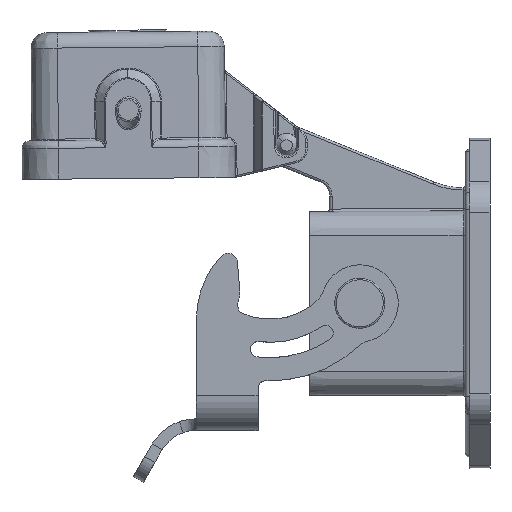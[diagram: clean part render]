
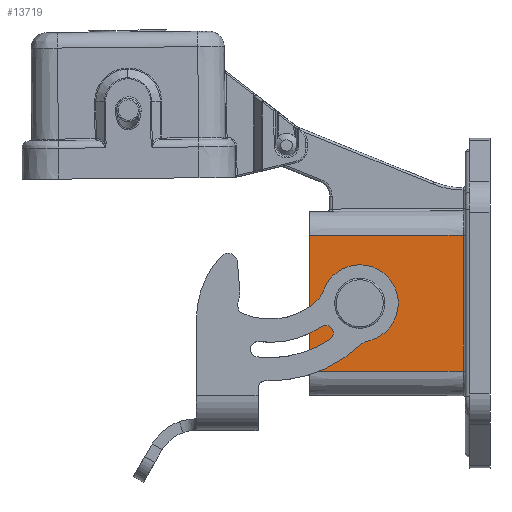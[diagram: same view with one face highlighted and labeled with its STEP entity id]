
A CAD part, left-side view. The second image highlights one B-rep face of the part: STEP entity #13719.
In plain terms, the highlighted planar face has unit normal (-1, 0.004, 0).
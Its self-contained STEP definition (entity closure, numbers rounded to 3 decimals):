
#359 = DIRECTION ( 'NONE',  ( 0.003, 1., 0. ) ) ;
#695 = LINE ( 'NONE', #1169, #1158 ) ;
#912 = CARTESIAN_POINT ( 'NONE',  ( -11.948, 14.761, -2.154 ) ) ;
#979 = CARTESIAN_POINT ( 'NONE',  ( -11.992, 2.299, -8.8 ) ) ;
#984 = CARTESIAN_POINT ( 'NONE',  ( -11.923, 22.2, -8.8 ) ) ;
#1085 = CARTESIAN_POINT ( 'NONE',  ( -11.992, 2.299, 8.8 ) ) ;
#1158 = VECTOR ( 'NONE', #359, 1000. ) ;
#1169 = CARTESIAN_POINT ( 'NONE',  ( -12., 0., 8.8 ) ) ;
#1191 = LINE ( 'NONE', #1210, #1230 ) ;
#1192 = FACE_OUTER_BOUND ( 'NONE', #13711, .T. ) ;
#1193 = CARTESIAN_POINT ( 'NONE',  ( -12., 0., 0. ) ) ;
#1195 = FACE_BOUND ( 'NONE', #4637, .T. ) ;
#1201 = PLANE ( 'NONE',  #1208 ) ;
#1204 = DIRECTION ( 'NONE',  ( 0., 0., 1. ) ) ;
#1205 = VECTOR ( 'NONE', #1204, 1000. ) ;
#1206 = CARTESIAN_POINT ( 'NONE',  ( -11.992, 2.299, 8.8 ) ) ;
#1207 = LINE ( 'NONE', #1206, #1205 ) ;
#1208 = AXIS2_PLACEMENT_3D ( 'NONE', #1193, #1232, #1231 ) ;
#1210 = CARTESIAN_POINT ( 'NONE',  ( -12., 0., -8.8 ) ) ;
#1229 = DIRECTION ( 'NONE',  ( -0.003, -1., 0. ) ) ;
#1230 = VECTOR ( 'NONE', #1229, 1000. ) ;
#1231 = DIRECTION ( 'NONE',  ( -0.003, -1., 0. ) ) ;
#1232 = DIRECTION ( 'NONE',  ( -1., 0.003, 0. ) ) ;
#1237 = CARTESIAN_POINT ( 'NONE',  ( -11.923, 22.2, 8.8 ) ) ;
#4617 = VERTEX_POINT ( 'NONE', #11265 ) ;
#4618 = ORIENTED_EDGE ( 'NONE', *, *, #4644, .T. ) ;
#4625 = ORIENTED_EDGE ( 'NONE', *, *, #4643, .F. ) ;
#4635 = ORIENTED_EDGE ( 'NONE', *, *, #4649, .T. ) ;
#4637 = EDGE_LOOP ( 'NONE', ( #4635, #4647, #4625, #4618 ) ) ;
#4642 = VERTEX_POINT ( 'NONE', #11220 ) ;
#4643 = EDGE_CURVE ( 'NONE', #4642, #4617, #11280, .T. ) ;
#4644 = EDGE_CURVE ( 'NONE', #4642, #4648, #11281, .T. ) ;
#4645 = EDGE_CURVE ( 'NONE', #13582, #4617, #11321, .T. ) ;
#4646 = EDGE_CURVE ( 'NONE', #13623, #13739, #11316, .T. ) ;
#4647 = ORIENTED_EDGE ( 'NONE', *, *, #4645, .T. ) ;
#4648 = VERTEX_POINT ( 'NONE', #11315 ) ;
#4649 = EDGE_CURVE ( 'NONE', #4648, #13582, #11306, .T. ) ;
#10937 = CARTESIAN_POINT ( 'NONE',  ( -11.951, 13.99, -1.678 ) ) ;
#10956 = CARTESIAN_POINT ( 'NONE',  ( -11.95, 14.332, -1.967 ) ) ;
#10962 = CARTESIAN_POINT ( 'NONE',  ( -11.953, 13.478, -0.897 ) ) ;
#10981 = CARTESIAN_POINT ( 'NONE',  ( -11.948, 14.761, -2.154 ) ) ;
#11220 = CARTESIAN_POINT ( 'NONE',  ( -11.948, 14.761, 1.17 ) ) ;
#11265 = CARTESIAN_POINT ( 'NONE',  ( -11.948, 14.761, -1.17 ) ) ;
#11268 = CARTESIAN_POINT ( 'NONE',  ( -11.948, 16.608, 1.228 ) ) ;
#11269 = CARTESIAN_POINT ( 'NONE',  ( -11.948, 16.089, 1.477 ) ) ;
#11270 = CARTESIAN_POINT ( 'NONE',  ( -11.948, 15.815, 1.523 ) ) ;
#11271 = CARTESIAN_POINT ( 'NONE',  ( -11.948, 15.242, 1.457 ) ) ;
#11272 = CARTESIAN_POINT ( 'NONE',  ( -11.948, 14.986, 1.35 ) ) ;
#11274 = DIRECTION ( 'NONE',  ( 0., 0., 1. ) ) ;
#11275 = VECTOR ( 'NONE', #11274, 1000. ) ;
#11276 = CARTESIAN_POINT ( 'NONE',  ( -11.948, 14.761, 0. ) ) ;
#11277 = CARTESIAN_POINT ( 'NONE',  ( -11.948, 14.761, 1.17 ) ) ;
#11280 = B_SPLINE_CURVE_WITH_KNOTS ( 'NONE', 3,
 ( #11277, #11272, #11271, #11270, #11269, #11268, #11333, #11332, #11331, #11330, #11329, #11328, #11327, #11326, #11325, #11324, #11323, #11322 ),
 .UNSPECIFIED., .F., .F.,
 ( 4, 2, 2, 2, 2, 2, 2, 2, 4 ),
 ( 0., 0.125, 0.25, 0.375, 0.5, 0.625, 0.75, 0.875, 1. ),
 .UNSPECIFIED. ) ;
#11281 = LINE ( 'NONE', #11276, #11275 ) ;
#11297 = CARTESIAN_POINT ( 'NONE',  ( -11.953, 13.35, -0.467 ) ) ;
#11298 = CARTESIAN_POINT ( 'NONE',  ( -11.953, 13.35, 0.467 ) ) ;
#11299 = CARTESIAN_POINT ( 'NONE',  ( -11.953, 13.478, 0.897 ) ) ;
#11300 = CARTESIAN_POINT ( 'NONE',  ( -11.951, 13.99, 1.678 ) ) ;
#11301 = CARTESIAN_POINT ( 'NONE',  ( -11.95, 14.332, 1.967 ) ) ;
#11302 = CARTESIAN_POINT ( 'NONE',  ( -11.948, 14.761, 2.154 ) ) ;
#11306 = B_SPLINE_CURVE_WITH_KNOTS ( 'NONE', 3,
 ( #11302, #11301, #11300, #11299, #11298, #11297, #10962, #10937, #10956, #10981 ),
 .UNSPECIFIED., .F., .F.,
 ( 4, 2, 2, 2, 4 ),
 ( 0., 0.25, 0.5, 0.75, 1. ),
 .UNSPECIFIED. ) ;
#11312 = DIRECTION ( 'NONE',  ( 0., 0., 1. ) ) ;
#11313 = VECTOR ( 'NONE', #11312, 1000. ) ;
#11314 = CARTESIAN_POINT ( 'NONE',  ( -11.923, 22.2, 0. ) ) ;
#11315 = CARTESIAN_POINT ( 'NONE',  ( -11.948, 14.761, 2.154 ) ) ;
#11316 = LINE ( 'NONE', #11314, #11313 ) ;
#11317 = DIRECTION ( 'NONE',  ( 0., 0., 1. ) ) ;
#11318 = VECTOR ( 'NONE', #11317, 1000. ) ;
#11319 = CARTESIAN_POINT ( 'NONE',  ( -11.948, 14.761, 0. ) ) ;
#11321 = LINE ( 'NONE', #11319, #11318 ) ;
#11322 = CARTESIAN_POINT ( 'NONE',  ( -11.948, 14.761, -1.17 ) ) ;
#11323 = CARTESIAN_POINT ( 'NONE',  ( -11.948, 14.987, -1.351 ) ) ;
#11324 = CARTESIAN_POINT ( 'NONE',  ( -11.948, 15.242, -1.457 ) ) ;
#11325 = CARTESIAN_POINT ( 'NONE',  ( -11.948, 15.814, -1.523 ) ) ;
#11326 = CARTESIAN_POINT ( 'NONE',  ( -11.948, 16.089, -1.477 ) ) ;
#11327 = CARTESIAN_POINT ( 'NONE',  ( -11.948, 16.608, -1.228 ) ) ;
#11328 = CARTESIAN_POINT ( 'NONE',  ( -11.948, 16.816, -1.043 ) ) ;
#11329 = CARTESIAN_POINT ( 'NONE',  ( -11.948, 17.123, -0.555 ) ) ;
#11330 = CARTESIAN_POINT ( 'NONE',  ( -11.948, 17.2, -0.288 ) ) ;
#11331 = CARTESIAN_POINT ( 'NONE',  ( -11.948, 17.2, 0.288 ) ) ;
#11332 = CARTESIAN_POINT ( 'NONE',  ( -11.948, 17.123, 0.555 ) ) ;
#11333 = CARTESIAN_POINT ( 'NONE',  ( -11.948, 16.816, 1.043 ) ) ;
#13582 = VERTEX_POINT ( 'NONE', #912 ) ;
#13621 = VERTEX_POINT ( 'NONE', #979 ) ;
#13623 = VERTEX_POINT ( 'NONE', #984 ) ;
#13674 = VERTEX_POINT ( 'NONE', #1085 ) ;
#13702 = ORIENTED_EDGE ( 'NONE', *, *, #13703, .T. ) ;
#13703 = EDGE_CURVE ( 'NONE', #13674, #13739, #695, .T. ) ;
#13705 = ORIENTED_EDGE ( 'NONE', *, *, #13707, .T. ) ;
#13706 = ORIENTED_EDGE ( 'NONE', *, *, #4646, .F. ) ;
#13707 = EDGE_CURVE ( 'NONE', #13621, #13674, #1207, .T. ) ;
#13710 = ORIENTED_EDGE ( 'NONE', *, *, #13720, .T. ) ;
#13711 = EDGE_LOOP ( 'NONE', ( #13710, #13705, #13702, #13706 ) ) ;
#13719 = ADVANCED_FACE ( 'NONE', ( #1192, #1195 ), #1201, .T. ) ;
#13720 = EDGE_CURVE ( 'NONE', #13623, #13621, #1191, .T. ) ;
#13739 = VERTEX_POINT ( 'NONE', #1237 ) ;
